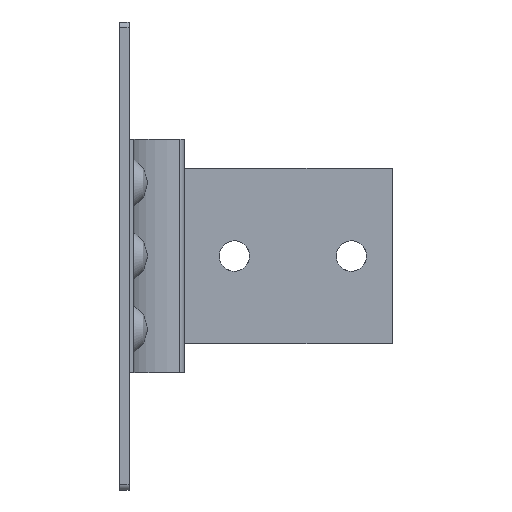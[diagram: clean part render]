
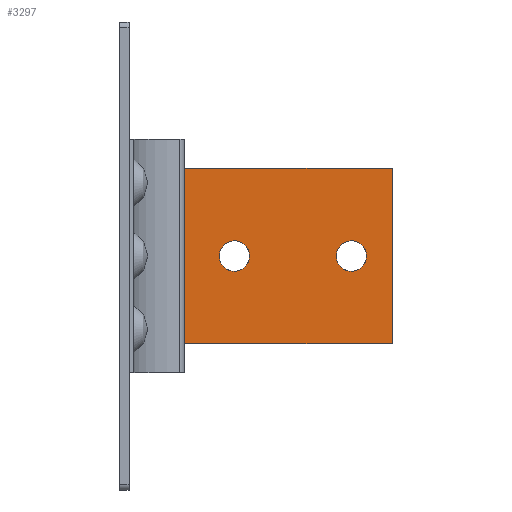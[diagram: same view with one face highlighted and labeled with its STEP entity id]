
A CAD part, left-side view. The second image highlights one B-rep face of the part: STEP entity #3297.
In plain terms, the highlighted free-form (B-spline) face has degree [1, 1] with [2, 2] control points.
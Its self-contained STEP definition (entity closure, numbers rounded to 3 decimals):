
#1741=CARTESIAN_POINT('',(66.961,-1.,-0.153));
#1742=VERTEX_POINT('',#1741);
#1743=CARTESIAN_POINT('',(65.67,-1.,1.3));
#1744=VERTEX_POINT('',#1743);
#1745=CARTESIAN_POINT('',(66.961,-1.,-0.153));
#1746=CARTESIAN_POINT('',(66.97,-1.,-0.077));
#1747=CARTESIAN_POINT('',(66.97,-1.,0.0));
#1748=CARTESIAN_POINT('',(66.97,-1.,1.3));
#1749=CARTESIAN_POINT('',(65.67,-1.,1.3));
#1757=(BOUNDED_CURVE()B_SPLINE_CURVE(2,(#1745,#1746,#1747,#1748,#1749),.UNSPECIFIED.,.F.,.U.)B_SPLINE_CURVE_WITH_KNOTS((3,2,3),(0.73,0.75,1.0),.UNSPECIFIED.)CURVE()GEOMETRIC_REPRESENTATION_ITEM()RATIONAL_B_SPLINE_CURVE((0.956,0.976,1.0,0.707,1.0))REPRESENTATION_ITEM(''));
#1758=EDGE_CURVE('',#1742,#1744,#1757,.T.);
#1760=CARTESIAN_POINT('',(64.372,-1.,0.079));
#1761=VERTEX_POINT('',#1760);
#1762=CARTESIAN_POINT('',(65.67,-1.,1.3));
#1763=CARTESIAN_POINT('',(64.447,-1.,1.3));
#1764=CARTESIAN_POINT('',(64.372,-1.,0.079));
#1772=(BOUNDED_CURVE()B_SPLINE_CURVE(2,(#1762,#1763,#1764),.UNSPECIFIED.,.F.,.U.)B_SPLINE_CURVE_WITH_KNOTS((3,3),(0.0,0.239),.UNSPECIFIED.)CURVE()GEOMETRIC_REPRESENTATION_ITEM()RATIONAL_B_SPLINE_CURVE((1.0,0.72,0.976))REPRESENTATION_ITEM(''));
#1773=EDGE_CURVE('',#1744,#1761,#1772,.T.);
#1840=CARTESIAN_POINT('',(65.67,-1.,-1.3));
#1841=VERTEX_POINT('',#1840);
#1842=CARTESIAN_POINT('',(65.67,-1.,-1.3));
#1843=CARTESIAN_POINT('',(66.825,-1.,-1.3));
#1844=CARTESIAN_POINT('',(66.961,-1.,-0.153));
#1852=(BOUNDED_CURVE()B_SPLINE_CURVE(2,(#1842,#1843,#1844),.UNSPECIFIED.,.F.,.U.)B_SPLINE_CURVE_WITH_KNOTS((3,3),(0.5,0.73),.UNSPECIFIED.)CURVE()GEOMETRIC_REPRESENTATION_ITEM()RATIONAL_B_SPLINE_CURVE((1.0,0.731,0.956))REPRESENTATION_ITEM(''));
#1853=EDGE_CURVE('',#1841,#1742,#1852,.T.);
#1887=CARTESIAN_POINT('',(64.372,-1.,0.079));
#1888=CARTESIAN_POINT('',(64.37,-1.,0.04));
#1889=CARTESIAN_POINT('',(64.37,-1.,0.0));
#1890=CARTESIAN_POINT('',(64.37,-1.,-1.3));
#1891=CARTESIAN_POINT('',(65.67,-1.,-1.3));
#1899=(BOUNDED_CURVE()B_SPLINE_CURVE(2,(#1887,#1888,#1889,#1890,#1891),.UNSPECIFIED.,.F.,.U.)B_SPLINE_CURVE_WITH_KNOTS((3,2,3),(0.239,0.25,0.5),.UNSPECIFIED.)CURVE()GEOMETRIC_REPRESENTATION_ITEM()RATIONAL_B_SPLINE_CURVE((0.976,0.988,1.0,0.707,1.0))REPRESENTATION_ITEM(''));
#1900=EDGE_CURVE('',#1761,#1841,#1899,.T.);
#2113=CARTESIAN_POINT('',(76.961,-1.,-0.153));
#2114=VERTEX_POINT('',#2113);
#2115=CARTESIAN_POINT('',(75.67,-1.,1.3));
#2116=VERTEX_POINT('',#2115);
#2117=CARTESIAN_POINT('',(76.961,-1.,-0.153));
#2118=CARTESIAN_POINT('',(76.97,-1.,-0.077));
#2119=CARTESIAN_POINT('',(76.97,-1.,0.0));
#2120=CARTESIAN_POINT('',(76.97,-1.,1.3));
#2121=CARTESIAN_POINT('',(75.67,-1.,1.3));
#2129=(BOUNDED_CURVE()B_SPLINE_CURVE(2,(#2117,#2118,#2119,#2120,#2121),.UNSPECIFIED.,.F.,.U.)B_SPLINE_CURVE_WITH_KNOTS((3,2,3),(0.73,0.75,1.0),.UNSPECIFIED.)CURVE()GEOMETRIC_REPRESENTATION_ITEM()RATIONAL_B_SPLINE_CURVE((0.956,0.976,1.0,0.707,1.0))REPRESENTATION_ITEM(''));
#2130=EDGE_CURVE('',#2114,#2116,#2129,.T.);
#2132=CARTESIAN_POINT('',(74.372,-1.,0.079));
#2133=VERTEX_POINT('',#2132);
#2134=CARTESIAN_POINT('',(75.67,-1.,1.3));
#2135=CARTESIAN_POINT('',(74.447,-1.,1.3));
#2136=CARTESIAN_POINT('',(74.372,-1.,0.079));
#2144=(BOUNDED_CURVE()B_SPLINE_CURVE(2,(#2134,#2135,#2136),.UNSPECIFIED.,.F.,.U.)B_SPLINE_CURVE_WITH_KNOTS((3,3),(0.0,0.239),.UNSPECIFIED.)CURVE()GEOMETRIC_REPRESENTATION_ITEM()RATIONAL_B_SPLINE_CURVE((1.0,0.72,0.976))REPRESENTATION_ITEM(''));
#2145=EDGE_CURVE('',#2116,#2133,#2144,.T.);
#2212=CARTESIAN_POINT('',(75.67,-1.,-1.3));
#2213=VERTEX_POINT('',#2212);
#2214=CARTESIAN_POINT('',(75.67,-1.,-1.3));
#2215=CARTESIAN_POINT('',(76.825,-1.,-1.3));
#2216=CARTESIAN_POINT('',(76.961,-1.,-0.153));
#2224=(BOUNDED_CURVE()B_SPLINE_CURVE(2,(#2214,#2215,#2216),.UNSPECIFIED.,.F.,.U.)B_SPLINE_CURVE_WITH_KNOTS((3,3),(0.5,0.73),.UNSPECIFIED.)CURVE()GEOMETRIC_REPRESENTATION_ITEM()RATIONAL_B_SPLINE_CURVE((1.0,0.731,0.956))REPRESENTATION_ITEM(''));
#2225=EDGE_CURVE('',#2213,#2114,#2224,.T.);
#2259=CARTESIAN_POINT('',(74.372,-1.,0.079));
#2260=CARTESIAN_POINT('',(74.37,-1.,0.04));
#2261=CARTESIAN_POINT('',(74.37,-1.,0.0));
#2262=CARTESIAN_POINT('',(74.37,-1.,-1.3));
#2263=CARTESIAN_POINT('',(75.67,-1.,-1.3));
#2271=(BOUNDED_CURVE()B_SPLINE_CURVE(2,(#2259,#2260,#2261,#2262,#2263),.UNSPECIFIED.,.F.,.U.)B_SPLINE_CURVE_WITH_KNOTS((3,2,3),(0.239,0.25,0.5),.UNSPECIFIED.)CURVE()GEOMETRIC_REPRESENTATION_ITEM()RATIONAL_B_SPLINE_CURVE((0.976,0.988,1.0,0.707,1.0))REPRESENTATION_ITEM(''));
#2272=EDGE_CURVE('',#2133,#2213,#2271,.T.);
#2648=CARTESIAN_POINT('',(58.67,-1.,7.5));
#2649=VERTEX_POINT('',#2648);
#2665=CARTESIAN_POINT('',(79.17,-1.,7.5));
#2666=VERTEX_POINT('',#2665);
#2667=CARTESIAN_POINT('',(79.17,-1.,7.5));
#2668=CARTESIAN_POINT('',(58.67,-1.,7.5));
#2669=QUASI_UNIFORM_CURVE('',1,(#2667,#2668),.UNSPECIFIED.,.F.,.U.);
#2670=EDGE_CURVE('',#2666,#2649,#2669,.T.);
#2718=CARTESIAN_POINT('',(79.17,-1.,-7.5));
#2719=VERTEX_POINT('',#2718);
#2725=CARTESIAN_POINT('',(58.67,-1.,-7.5));
#2726=VERTEX_POINT('',#2725);
#2727=CARTESIAN_POINT('',(79.17,-1.,-7.5));
#2728=CARTESIAN_POINT('',(58.67,-1.,-7.5));
#2729=QUASI_UNIFORM_CURVE('',1,(#2727,#2728),.UNSPECIFIED.,.F.,.U.);
#2730=EDGE_CURVE('',#2719,#2726,#2729,.T.);
#3262=CARTESIAN_POINT('',(58.67,-1.,-7.5));
#3263=CARTESIAN_POINT('',(58.67,-1.,7.5));
#3264=QUASI_UNIFORM_CURVE('',1,(#3262,#3263),.UNSPECIFIED.,.F.,.U.);
#3265=EDGE_CURVE('',#2726,#2649,#3264,.T.);
#3270=CARTESIAN_POINT('',(57.646,-1.,-8.249));
#3271=CARTESIAN_POINT('',(57.646,-1.,8.249));
#3272=CARTESIAN_POINT('',(80.194,-1.,-8.249));
#3273=CARTESIAN_POINT('',(80.194,-1.,8.249));
#3274=B_SPLINE_SURFACE_WITH_KNOTS('',1,1,((#3270,#3272),(#3271,#3273)),.UNSPECIFIED.,.F.,.F.,.U.,(2,2),(2,2),(0.0,16.499),(0.0,22.548),.UNSPECIFIED.);
#3275=ORIENTED_EDGE('',*,*,#2670,.T.);
#3276=ORIENTED_EDGE('',*,*,#3265,.F.);
#3277=ORIENTED_EDGE('',*,*,#2730,.F.);
#3278=CARTESIAN_POINT('',(79.17,-1.,-7.5));
#3279=CARTESIAN_POINT('',(79.17,-1.,7.5));
#3280=QUASI_UNIFORM_CURVE('',1,(#3278,#3279),.UNSPECIFIED.,.F.,.U.);
#3281=EDGE_CURVE('',#2719,#2666,#3280,.T.);
#3282=ORIENTED_EDGE('',*,*,#3281,.T.);
#3283=EDGE_LOOP('',(#3275,#3276,#3277,#3282));
#3284=FACE_OUTER_BOUND('',#3283,.T.);
#3285=ORIENTED_EDGE('',*,*,#2145,.F.);
#3286=ORIENTED_EDGE('',*,*,#2130,.F.);
#3287=ORIENTED_EDGE('',*,*,#2225,.F.);
#3288=ORIENTED_EDGE('',*,*,#2272,.F.);
#3289=EDGE_LOOP('',(#3285,#3286,#3287,#3288));
#3290=FACE_BOUND('',#3289,.T.);
#3291=ORIENTED_EDGE('',*,*,#1773,.F.);
#3292=ORIENTED_EDGE('',*,*,#1758,.F.);
#3293=ORIENTED_EDGE('',*,*,#1853,.F.);
#3294=ORIENTED_EDGE('',*,*,#1900,.F.);
#3295=EDGE_LOOP('',(#3291,#3292,#3293,#3294));
#3296=FACE_BOUND('',#3295,.T.);
#3297=ADVANCED_FACE('',(#3284,#3290,#3296),#3274,.F.);
